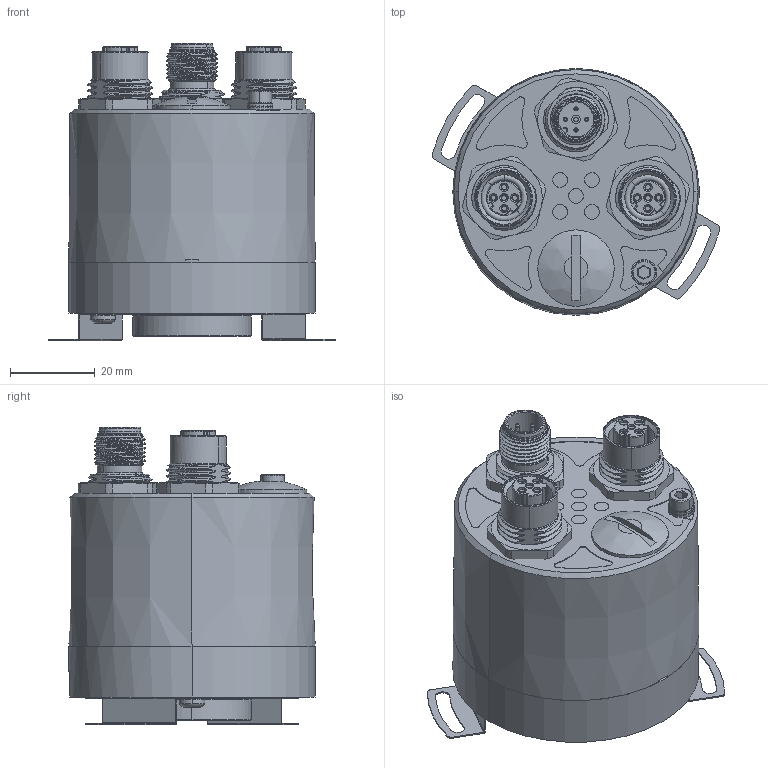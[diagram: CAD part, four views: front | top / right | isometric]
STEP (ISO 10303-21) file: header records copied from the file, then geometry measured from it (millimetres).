
FILE_DESCRIPTION (( 'STEP AP214' ), '1' );
FILE_NAME ('AM59H-1314-EC15-M12.STEP', '2025-04-29T23:10:54', ( '' ), ( '' ), 'SwSTEP 2.0', 'SolidWorks 2024', '' );
FILE_SCHEMA (( 'AUTOMOTIVE_DESIGN' ));
Length unit declared in the file: inch
Products named in the file (1): AM59H-1314-EC15-M12
Bounding box: 67.78 x 58 x 70 mm (x, y, z)
Volume: 64966.7 mm3; surface area: 54662.4 mm2
Topology: 55 solids, 55 shells, 1648 faces, 4240 edges, 2690 vertices
Faces by surface type: cylinder 595, plane 438, cone 293, torus 137, bspline 116, sphere 69
Entity records: 60291 total; most frequent: CARTESIAN_POINT 21787, ORIENTED_EDGE 8082, DIRECTION 7676, EDGE_CURVE 4041, AXIS2_PLACEMENT_3D 3165, VERTEX_POINT 2631, EDGE_LOOP 1830, FACE_OUTER_BOUND 1648
